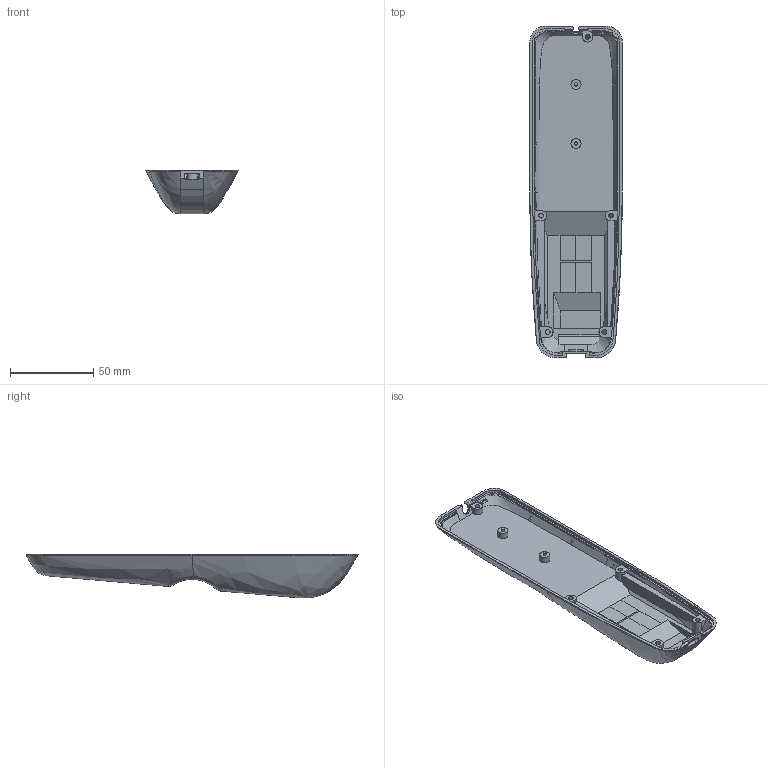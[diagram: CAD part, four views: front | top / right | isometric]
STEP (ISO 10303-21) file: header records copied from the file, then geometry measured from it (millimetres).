
FILE_DESCRIPTION(/* description */ (''),/* implementation_level */ '2;1');
FILE_NAME(/* name */ 'OMOTE-Chunky v1.step',/* time_stamp */ '2023-08-03T17:52:58-05:00',/* author */ (''),/* organization */ (''),/* preprocessor_version */ 'ST-DEVELOPER v19',/* originating_system */ 'Autodesk Translation Framework v11.7.0.108',/* authorisation */ '');
FILE_SCHEMA (('AUTOMOTIVE_DESIGN { 1 0 10303 214 3 1 1 }'));
Length unit declared in the file: millimetre
Products named in the file (1): OMOTE-Chunky
Bounding box: 55.67 x 199.65 x 26.44 mm (x, y, z)
Volume: 80781.5 mm3; surface area: 30125.9 mm2
Topology: 1 solids, 1 shells, 238 faces, 685 edges, 457 vertices
Faces by surface type: plane 99, bspline 75, cylinder 64
Full cylindrical faces by diameter (mm): 2 x2, 2.9 x5, 6.1 x2
Entity records: 15114 total; most frequent: CARTESIAN_POINT 9358, ORIENTED_EDGE 1372, DIRECTION 913, EDGE_CURVE 686, VERTEX_POINT 458, AXIS2_PLACEMENT_3D 316, LINE 281, VECTOR 281
